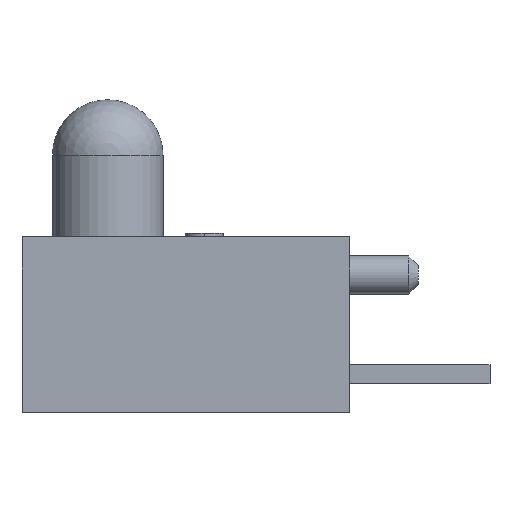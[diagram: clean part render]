
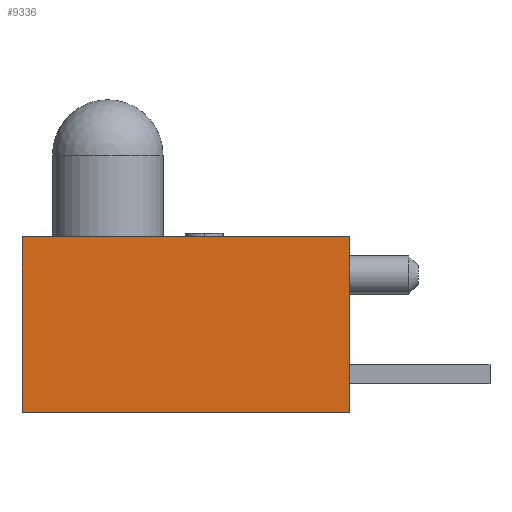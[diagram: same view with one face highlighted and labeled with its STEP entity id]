
A CAD part, left-side view. The second image highlights one B-rep face of the part: STEP entity #9336.
In plain terms, the highlighted planar face has unit normal (-1, 0, 0).
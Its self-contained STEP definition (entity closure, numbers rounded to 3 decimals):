
#952 = DIRECTION ( 'NONE',  ( 0., 0., -1. ) ) ;
#968 = CARTESIAN_POINT ( 'NONE',  ( -2.3, 4.3, -2.3 ) ) ;
#969 = VECTOR ( 'NONE', #952, 1000. ) ;
#970 = CARTESIAN_POINT ( 'NONE',  ( -2.3, 4.3, -8.4 ) ) ;
#971 = LINE ( 'NONE', #970, #969 ) ;
#3046 = CARTESIAN_POINT ( 'NONE',  ( -2.3, -4.3, -2.3 ) ) ;
#4178 = DIRECTION ( 'NONE',  ( 0., 0., -1. ) ) ;
#4281 = AXIS2_PLACEMENT_3D ( 'NONE', #4327, #4326, #4325 ) ;
#4285 = PLANE ( 'NONE',  #4281 ) ;
#4297 = FACE_OUTER_BOUND ( 'NONE', #9058, .T. ) ;
#4318 = DIRECTION ( 'NONE',  ( 0., -1., 0. ) ) ;
#4319 = VECTOR ( 'NONE', #4318, 1000. ) ;
#4322 = CARTESIAN_POINT ( 'NONE',  ( -2.3, 0.459, -2.3 ) ) ;
#4323 = LINE ( 'NONE', #4322, #4319 ) ;
#4325 = DIRECTION ( 'NONE',  ( 0., 0., -1. ) ) ;
#4326 = DIRECTION ( 'NONE',  ( 1., 0., 0. ) ) ;
#4327 = CARTESIAN_POINT ( 'NONE',  ( -2.3, 0.459, -8.4 ) ) ;
#4358 = VECTOR ( 'NONE', #4178, 1000. ) ;
#4359 = CARTESIAN_POINT ( 'NONE',  ( -2.3, -4.3, -8.4 ) ) ;
#4360 = LINE ( 'NONE', #4359, #4358 ) ;
#6139 = CARTESIAN_POINT ( 'NONE',  ( -2.3, -4.3, 2.3 ) ) ;
#6156 = DIRECTION ( 'NONE',  ( 0., -1., 0. ) ) ;
#6157 = VECTOR ( 'NONE', #6156, 1000. ) ;
#6164 = LINE ( 'NONE', #6168, #6157 ) ;
#6168 = CARTESIAN_POINT ( 'NONE',  ( -2.3, 0.459, 2.3 ) ) ;
#6186 = CARTESIAN_POINT ( 'NONE',  ( -2.3, 4.3, 2.3 ) ) ;
#8643 = EDGE_CURVE ( 'NONE', #10102, #8644, #971, .T. ) ;
#8644 = VERTEX_POINT ( 'NONE', #968 ) ;
#9058 = EDGE_LOOP ( 'NONE', ( #9383, #9384, #9378, #9377 ) ) ;
#9073 = VERTEX_POINT ( 'NONE', #3046 ) ;
#9336 = ADVANCED_FACE ( 'NONE', ( #4297 ), #4285, .F. ) ;
#9340 = EDGE_CURVE ( 'NONE', #8644, #9073, #4323, .T. ) ;
#9377 = ORIENTED_EDGE ( 'NONE', *, *, #8643, .T. ) ;
#9378 = ORIENTED_EDGE ( 'NONE', *, *, #10078, .F. ) ;
#9383 = ORIENTED_EDGE ( 'NONE', *, *, #9340, .T. ) ;
#9384 = ORIENTED_EDGE ( 'NONE', *, *, #9386, .F. ) ;
#9386 = EDGE_CURVE ( 'NONE', #10059, #9073, #4360, .T. ) ;
#10059 = VERTEX_POINT ( 'NONE', #6139 ) ;
#10078 = EDGE_CURVE ( 'NONE', #10102, #10059, #6164, .T. ) ;
#10102 = VERTEX_POINT ( 'NONE', #6186 ) ;
